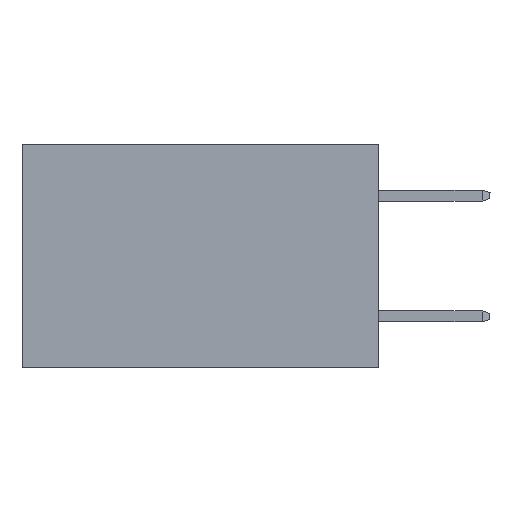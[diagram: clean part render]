
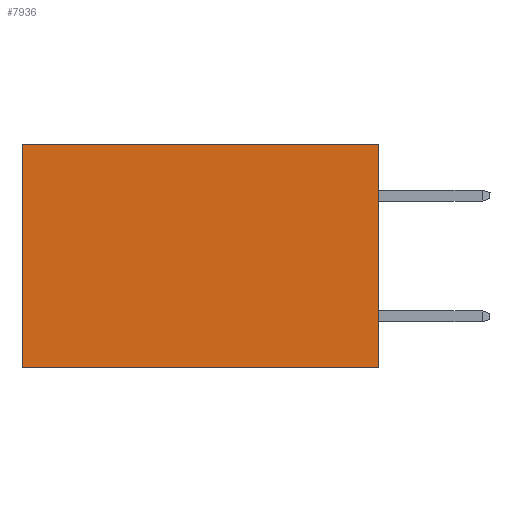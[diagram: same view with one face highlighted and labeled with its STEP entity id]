
A CAD part, left-side view. The second image highlights one B-rep face of the part: STEP entity #7936.
In plain terms, the highlighted planar face has unit normal (-1, 0, 0).
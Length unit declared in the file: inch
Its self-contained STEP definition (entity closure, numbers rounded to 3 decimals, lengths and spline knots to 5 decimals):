
#1443 = EDGE_LOOP ( 'NONE', ( #13004, #12635, #12553, #15803 ) ) ;
#2078 = DIRECTION ( 'NONE',  ( 0., 0., -1. ) ) ;
#2443 = LINE ( 'NONE', #7880, #17934 ) ;
#2969 = LINE ( 'NONE', #11511, #14895 ) ;
#3701 = EDGE_CURVE ( 'NONE', #14980, #16555, #13134, .T. ) ;
#4934 = AXIS2_PLACEMENT_3D ( 'NONE', #18473, #18422, #18383 ) ;
#5830 = CARTESIAN_POINT ( 'NONE',  ( 0.277, 0.59, -0.37 ) ) ;
#6097 = DIRECTION ( 'NONE',  ( 0., 0., -1. ) ) ;
#6276 = EDGE_CURVE ( 'NONE', #18680, #16555, #18561, .T. ) ;
#6377 = DIRECTION ( 'NONE',  ( 0., 1., 0. ) ) ;
#6823 = VECTOR ( 'NONE', #18283, 39.37008 ) ;
#7880 = CARTESIAN_POINT ( 'NONE',  ( 0.277, 0., 0. ) ) ;
#7936 = ADVANCED_FACE ( 'NONE', ( #12775 ), #18467, .F. ) ;
#8066 = CARTESIAN_POINT ( 'NONE',  ( 0.277, 0., -0.37 ) ) ;
#11511 = CARTESIAN_POINT ( 'NONE',  ( 0.277, 0., -0.37 ) ) ;
#11981 = CARTESIAN_POINT ( 'NONE',  ( 0.277, 0.59, 0. ) ) ;
#12553 = ORIENTED_EDGE ( 'NONE', *, *, #16715, .F. ) ;
#12635 = ORIENTED_EDGE ( 'NONE', *, *, #6276, .F. ) ;
#12775 = FACE_OUTER_BOUND ( 'NONE', #1443, .T. ) ;
#13004 = ORIENTED_EDGE ( 'NONE', *, *, #3701, .T. ) ;
#13134 = LINE ( 'NONE', #5830, #16718 ) ;
#14895 = VECTOR ( 'NONE', #2078, 39.37008 ) ;
#14980 = VERTEX_POINT ( 'NONE', #11981 ) ;
#15273 = CARTESIAN_POINT ( 'NONE',  ( 0.277, 0., 0. ) ) ;
#15773 = CARTESIAN_POINT ( 'NONE',  ( 0.277, 0.59, -0.37 ) ) ;
#15803 = ORIENTED_EDGE ( 'NONE', *, *, #17202, .T. ) ;
#16555 = VERTEX_POINT ( 'NONE', #15773 ) ;
#16715 = EDGE_CURVE ( 'NONE', #19757, #18680, #2969, .T. ) ;
#16718 = VECTOR ( 'NONE', #6097, 39.37008 ) ;
#17202 = EDGE_CURVE ( 'NONE', #19757, #14980, #2443, .T. ) ;
#17934 = VECTOR ( 'NONE', #6377, 39.37008 ) ;
#18283 = DIRECTION ( 'NONE',  ( 0., 1., 0. ) ) ;
#18305 = CARTESIAN_POINT ( 'NONE',  ( 0.277, 0., -0.37 ) ) ;
#18383 = DIRECTION ( 'NONE',  ( 0., 0., -1. ) ) ;
#18422 = DIRECTION ( 'NONE',  ( 1., 0., 0. ) ) ;
#18467 = PLANE ( 'NONE',  #4934 ) ;
#18473 = CARTESIAN_POINT ( 'NONE',  ( 0.277, 0., -0.37 ) ) ;
#18561 = LINE ( 'NONE', #18305, #6823 ) ;
#18680 = VERTEX_POINT ( 'NONE', #8066 ) ;
#19757 = VERTEX_POINT ( 'NONE', #15273 ) ;
